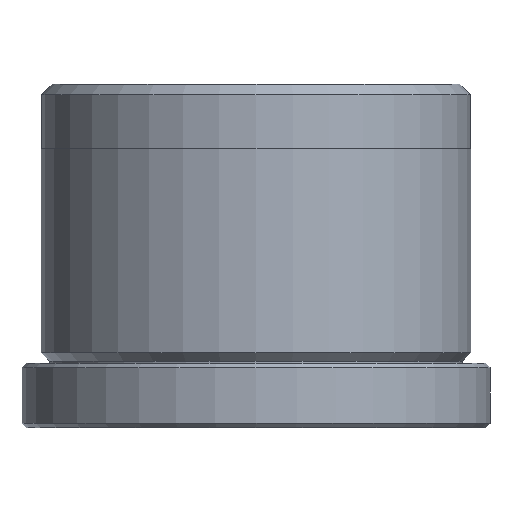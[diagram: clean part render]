
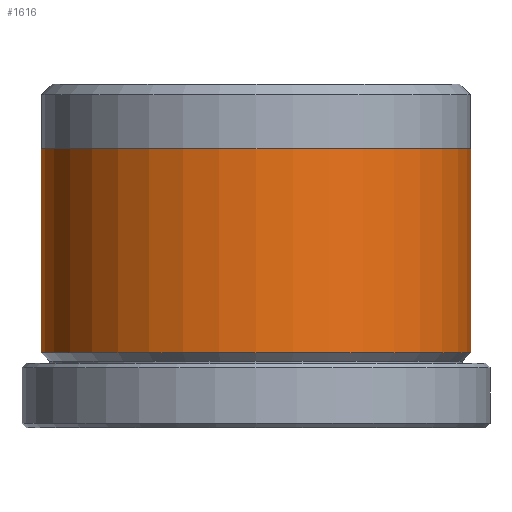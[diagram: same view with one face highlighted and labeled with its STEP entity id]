
A CAD part, front view. The second image highlights one B-rep face of the part: STEP entity #1616.
In plain terms, the highlighted cylindrical face has radius 10 mm (diameter 20 mm), a partial arc.
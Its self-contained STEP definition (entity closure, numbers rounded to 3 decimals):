
#14 = EDGE_CURVE ( 'NONE', #990, #318, #653, .T. ) ;
#74 = EDGE_CURVE ( 'NONE', #318, #2094, #1152, .T. ) ;
#90 = EDGE_CURVE ( 'NONE', #778, #990, #400, .T. ) ;
#147 = CARTESIAN_POINT ( 'NONE',  ( -10., 0., 16. ) ) ;
#159 = VECTOR ( 'NONE', #2165, 1000. ) ;
#317 = LINE ( 'NONE', #147, #2300 ) ;
#318 = VERTEX_POINT ( 'NONE', #1673 ) ;
#366 = ORIENTED_EDGE ( 'NONE', *, *, #14, .F. ) ;
#400 = CIRCLE ( 'NONE', #2011, 10. ) ;
#527 = CARTESIAN_POINT ( 'NONE',  ( 0., 0., 3.5 ) ) ;
#567 = DIRECTION ( 'NONE',  ( 0., 0., -1. ) ) ;
#653 = LINE ( 'NONE', #1066, #159 ) ;
#723 = DIRECTION ( 'NONE',  ( -1., 0., 0. ) ) ;
#741 = DIRECTION ( 'NONE',  ( 0., 0., 1. ) ) ;
#778 = VERTEX_POINT ( 'NONE', #1157 ) ;
#990 = VERTEX_POINT ( 'NONE', #2019 ) ;
#999 = DIRECTION ( 'NONE',  ( 0., 0., -1. ) ) ;
#1019 = CARTESIAN_POINT ( 'NONE',  ( -10., 0., 3.5 ) ) ;
#1066 = CARTESIAN_POINT ( 'NONE',  ( 10., 0., 16. ) ) ;
#1137 = ORIENTED_EDGE ( 'NONE', *, *, #90, .F. ) ;
#1142 = EDGE_CURVE ( 'NONE', #778, #2094, #317, .T. ) ;
#1152 = CIRCLE ( 'NONE', #1884, 10. ) ;
#1157 = CARTESIAN_POINT ( 'NONE',  ( -10., 0., 13. ) ) ;
#1193 = CARTESIAN_POINT ( 'NONE',  ( 0., 0., 16. ) ) ;
#1244 = AXIS2_PLACEMENT_3D ( 'NONE', #1193, #999, #2286 ) ;
#1395 = EDGE_LOOP ( 'NONE', ( #366, #1137, #1670, #1431 ) ) ;
#1431 = ORIENTED_EDGE ( 'NONE', *, *, #74, .F. ) ;
#1616 = ADVANCED_FACE ( 'NONE', ( #1806 ), #2247, .T. ) ;
#1670 = ORIENTED_EDGE ( 'NONE', *, *, #1142, .T. ) ;
#1673 = CARTESIAN_POINT ( 'NONE',  ( 10., 0., 3.5 ) ) ;
#1806 = FACE_OUTER_BOUND ( 'NONE', #1395, .T. ) ;
#1815 = DIRECTION ( 'NONE',  ( 0., 0., -1. ) ) ;
#1879 = CARTESIAN_POINT ( 'NONE',  ( 0., 0., 13. ) ) ;
#1884 = AXIS2_PLACEMENT_3D ( 'NONE', #527, #1815, #723 ) ;
#2011 = AXIS2_PLACEMENT_3D ( 'NONE', #1879, #741, #2197 ) ;
#2019 = CARTESIAN_POINT ( 'NONE',  ( 10., 0., 13. ) ) ;
#2094 = VERTEX_POINT ( 'NONE', #1019 ) ;
#2165 = DIRECTION ( 'NONE',  ( 0., 0., -1. ) ) ;
#2197 = DIRECTION ( 'NONE',  ( 1., 0., 0. ) ) ;
#2247 = CYLINDRICAL_SURFACE ( 'NONE', #1244, 10. ) ;
#2286 = DIRECTION ( 'NONE',  ( -1., 0., 0. ) ) ;
#2300 = VECTOR ( 'NONE', #567, 1000. ) ;
